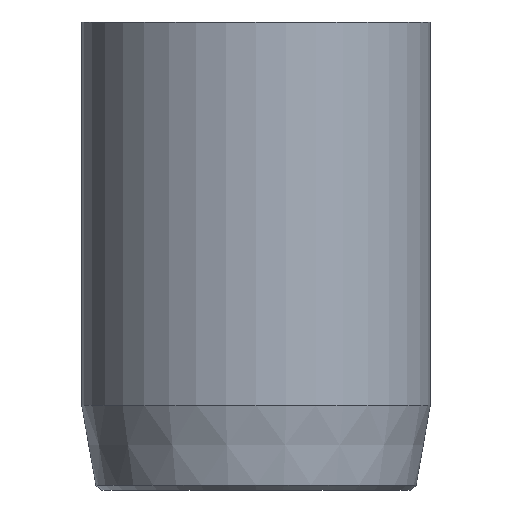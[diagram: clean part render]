
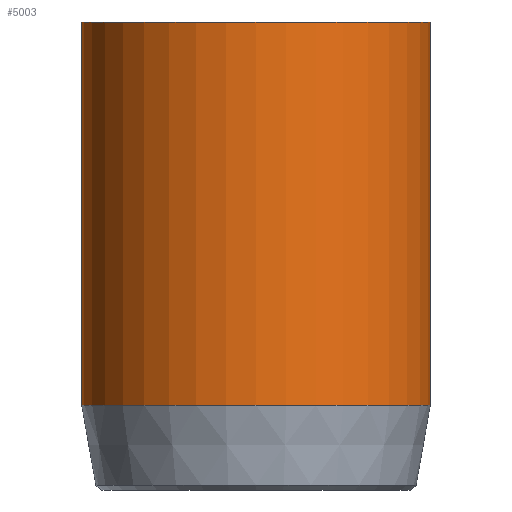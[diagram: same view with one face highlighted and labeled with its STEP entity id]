
A CAD part, front view. The second image highlights one B-rep face of the part: STEP entity #5003.
In plain terms, the highlighted cylindrical face has radius 1.75 mm (diameter 3.5 mm), a full revolution.
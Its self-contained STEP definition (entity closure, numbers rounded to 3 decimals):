
#603=CYLINDRICAL_SURFACE('',#5196,1.75);
#855=FACE_OUTER_BOUND('',#1146,.T.);
#1146=EDGE_LOOP('',(#4643,#4644,#4645,#4646,#4647));
#1558=LINE('',#9212,#1980);
#1980=VECTOR('',#5854,1.75);
#2018=CIRCLE('',#5182,1.75);
#2023=CIRCLE('',#5194,1.75);
#2024=CIRCLE('',#5195,1.75);
#2491=VERTEX_POINT('',#9187);
#2496=VERTEX_POINT('',#9206);
#2497=VERTEX_POINT('',#9207);
#3210=EDGE_CURVE('',#2491,#2491,#2018,.T.);
#3217=EDGE_CURVE('',#2496,#2497,#2023,.T.);
#3218=EDGE_CURVE('',#2497,#2496,#2024,.T.);
#3220=EDGE_CURVE('',#2491,#2496,#1558,.T.);
#4643=ORIENTED_EDGE('',*,*,#3210,.T.);
#4644=ORIENTED_EDGE('',*,*,#3220,.T.);
#4645=ORIENTED_EDGE('',*,*,#3217,.T.);
#4646=ORIENTED_EDGE('',*,*,#3218,.T.);
#4647=ORIENTED_EDGE('',*,*,#3220,.F.);
#5003=ADVANCED_FACE('',(#855),#603,.T.);
#5182=AXIS2_PLACEMENT_3D('',#9188,#5821,#5822);
#5194=AXIS2_PLACEMENT_3D('',#9208,#5847,#5848);
#5195=AXIS2_PLACEMENT_3D('',#9209,#5849,#5850);
#5196=AXIS2_PLACEMENT_3D('',#9211,#5852,#5853);
#5821=DIRECTION('center_axis',(0.,0.,-1.));
#5822=DIRECTION('ref_axis',(-1.,0.,0.));
#5847=DIRECTION('center_axis',(0.,0.,1.));
#5848=DIRECTION('ref_axis',(-1.,0.,0.));
#5849=DIRECTION('center_axis',(0.,0.,1.));
#5850=DIRECTION('ref_axis',(-1.,0.,0.));
#5852=DIRECTION('center_axis',(0.,0.,1.));
#5853=DIRECTION('ref_axis',(-1.,0.,0.));
#5854=DIRECTION('',(0.,0.,-1.));
#9187=CARTESIAN_POINT('',(1.75,0.,4.7));
#9188=CARTESIAN_POINT('Origin',(0.,0.,4.7));
#9206=CARTESIAN_POINT('',(1.75,0.,0.851));
#9207=CARTESIAN_POINT('',(-1.75,0.,0.851));
#9208=CARTESIAN_POINT('Origin',(0.,0.,0.851));
#9209=CARTESIAN_POINT('Origin',(0.,0.,0.851));
#9211=CARTESIAN_POINT('Origin',(0.,0.,0.));
#9212=CARTESIAN_POINT('',(1.75,0.,0.));
